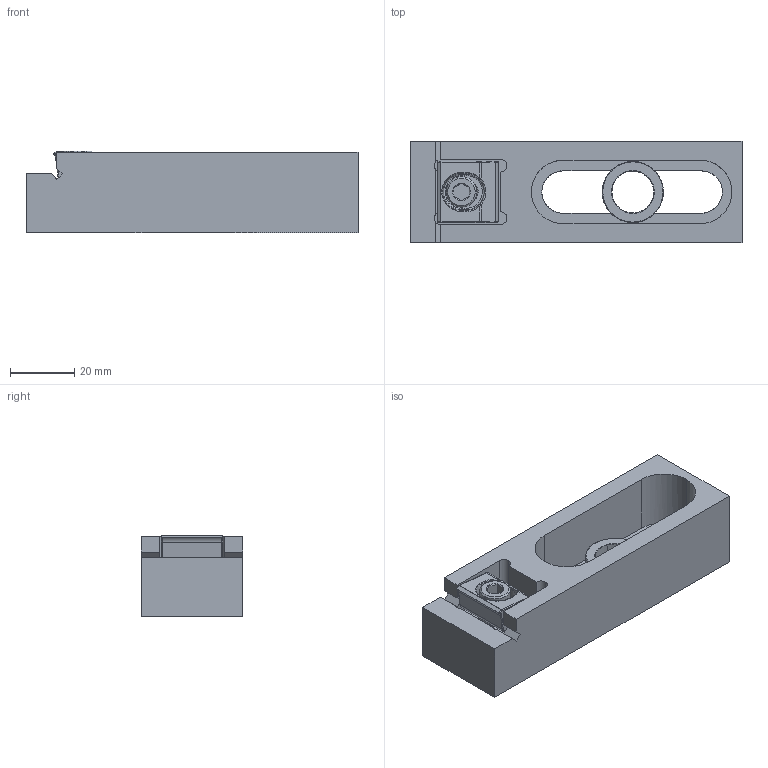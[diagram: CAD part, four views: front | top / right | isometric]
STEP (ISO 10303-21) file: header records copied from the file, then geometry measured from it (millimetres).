
FILE_DESCRIPTION (( 'STEP AP214' ), '1' );
FILE_NAME ('26240.STEP', '2017-10-06T19:34:37', ( 'Mike W' ), ( '' ), 'SwSTEP 2.0', 'SolidWorks 2017', '' );
FILE_SCHEMA (( 'AUTOMOTIVE_DESIGN' ));
Length unit declared in the file: inch
Products named in the file (7): MiteeBite-26050_56050_FR_Body-Knife_Edge; 26240; 262401_262401; 20014_20014 ; 26050; MiteeBite-2605X_5605X_O_Ring; SHCS_.25-20 X 0.75_91251A540
Assembly tree (6 placements, depth 3):
  26240
    262401_262401
    26050
      MiteeBite-26050_56050_FR_Body-Knife_Edge
      SHCS_.25-20 X 0.75_91251A540
      MiteeBite-2605X_5605X_O_Ring
    20014_20014 
Bounding box: 103.63 x 31.75 x 25.54 mm (x, y, z)
Volume: 53651.6 mm3; surface area: 19627.1 mm2
Topology: 5 solids, 5 shells, 237 faces, 595 edges, 366 vertices
Faces by surface type: cylinder 108, plane 53, bspline 29, cone 27, torus 18, sphere 2
Entity records: 10524 total; most frequent: CARTESIAN_POINT 5057, ORIENTED_EDGE 1182, DIRECTION 987, EDGE_CURVE 591, AXIS2_PLACEMENT_3D 378, VERTEX_POINT 364, EDGE_LOOP 247, FACE_OUTER_BOUND 237
